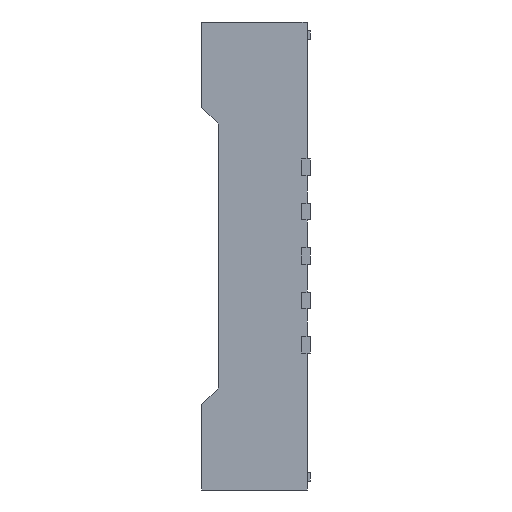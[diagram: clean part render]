
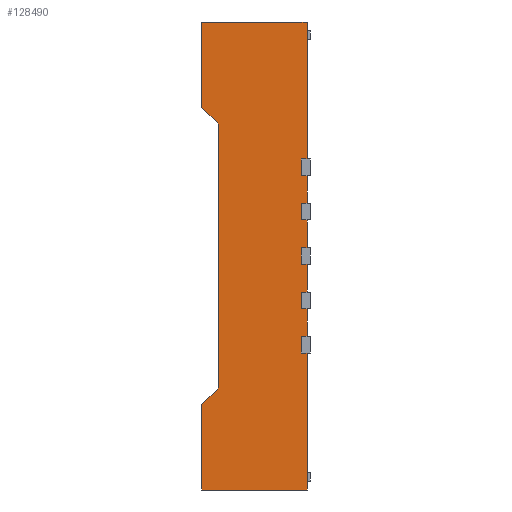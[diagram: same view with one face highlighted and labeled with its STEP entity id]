
A CAD part, left-side view. The second image highlights one B-rep face of the part: STEP entity #128490.
In plain terms, the highlighted planar face has unit normal (-1, 0, 0).
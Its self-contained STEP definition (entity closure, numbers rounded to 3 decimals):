
#2920=CARTESIAN_POINT('',(16.299,-0.915,8.1));
#2930=DIRECTION('',(0.,0.707,-0.707));
#2940=VECTOR('',#2930,1.);
#2950=LINE('',#2920,#2940);
#2960=CARTESIAN_POINT('',(16.299,-0.525,7.71));
#2970=VERTEX_POINT('',#2960);
#2980=CARTESIAN_POINT('',(16.299,-0.375,7.56));
#2990=VERTEX_POINT('',#2980);
#3000=EDGE_CURVE('',#2970,#2990,#2950,.T.);
#5950=CARTESIAN_POINT('',(16.299,-0.375,6.79));
#5960=VERTEX_POINT('',#5950);
#5990=CARTESIAN_POINT('',(16.299,-0.722,6.79));
#6000=DIRECTION('',(0.,1.,0.));
#6010=VECTOR('',#6000,1.);
#6020=LINE('',#5990,#6010);
#6030=CARTESIAN_POINT('',(16.299,-1.325,6.79));
#6040=VERTEX_POINT('',#6030);
#6050=EDGE_CURVE('',#6040,#5960,#6020,.T.);
#40920=CARTESIAN_POINT('',(16.299,-0.525,10.09));
#40930=VERTEX_POINT('',#40920);
#40960=CARTESIAN_POINT('',(16.299,-0.525,9.7));
#40970=DIRECTION('',(0.,0.,1.));
#40980=VECTOR('',#40970,1.);
#40990=LINE('',#40960,#40980);
#41000=EDGE_CURVE('',#2970,#40930,#40990,.T.);
#52760=CARTESIAN_POINT('',(16.299,-1.325,8.425));
#52770=VERTEX_POINT('',#52760);
#52800=CARTESIAN_POINT('',(16.299,-0.722,8.425));
#52810=DIRECTION('',(0.,1.,0.));
#52820=VECTOR('',#52810,1.);
#52830=LINE('',#52800,#52820);
#52840=CARTESIAN_POINT('',(16.299,-1.275,8.425));
#52850=VERTEX_POINT('',#52840);
#52860=EDGE_CURVE('',#52770,#52850,#52830,.T.);
#73490=CARTESIAN_POINT('',(16.299,-1.325,9.933)
);
#73500=DIRECTION('',(0.,0.,-1.));
#73510=VECTOR('',#73500,1.);
#73520=LINE('',#73490,#73510);
#73530=CARTESIAN_POINT('',(16.299,-1.325,8.025));
#73540=VERTEX_POINT('',#73530);
#73550=EDGE_CURVE('',#73540,#6040,#73520,.T.);
#73680=CARTESIAN_POINT('',(16.299,-1.325,8.175));
#73690=VERTEX_POINT('',#73680);
#73720=EDGE_CURVE('',#52770,#73690,#73520,.T.);
#73800=CARTESIAN_POINT('',(16.299,-1.325,8.575));
#73810=VERTEX_POINT('',#73800);
#73840=CARTESIAN_POINT('',(16.299,-1.325,8.1));
#73850=DIRECTION('',(0.,0.,-1.));
#73860=VECTOR('',#73850,1.);
#73870=LINE('',#73840,#73860);
#73880=CARTESIAN_POINT('',(16.299,-1.325,8.825));
#73890=VERTEX_POINT('',#73880);
#73900=EDGE_CURVE('',#73890,#73810,#73870,.T.);
#74120=CARTESIAN_POINT('',(16.299,-1.325,8.975));
#74130=VERTEX_POINT('',#74120);
#74160=CARTESIAN_POINT('',(16.299,-1.325,8.1));
#74170=DIRECTION('',(0.,0.,-1.));
#74180=VECTOR('',#74170,1.);
#74190=LINE('',#74160,#74180);
#74200=CARTESIAN_POINT('',(16.299,-1.325,9.225));
#74210=VERTEX_POINT('',#74200);
#74220=EDGE_CURVE('',#74210,#74130,#74190,.T.);
#74440=CARTESIAN_POINT('',(16.299,-1.325,9.375));
#74450=VERTEX_POINT('',#74440);
#74480=CARTESIAN_POINT('',(16.299,-1.325,9.625));
#74490=VERTEX_POINT('',#74480);
#74500=EDGE_CURVE('',#74490,#74450,#73520,.T.);
#74630=CARTESIAN_POINT('',(16.299,-1.325,9.775));
#74640=VERTEX_POINT('',#74630);
#74670=CARTESIAN_POINT('',(16.299,-1.325,11.01));
#74680=VERTEX_POINT('',#74670);
#74690=EDGE_CURVE('',#74680,#74640,#73520,.T.);
#94200=CARTESIAN_POINT('',(16.299,-0.722,11.01));
#94210=DIRECTION('',(0.,1.,0.));
#94220=VECTOR('',#94210,1.);
#94230=LINE('',#94200,#94220);
#94240=CARTESIAN_POINT('',(16.299,-0.375,11.01));
#94250=VERTEX_POINT('',#94240);
#94260=EDGE_CURVE('',#74680,#94250,#94230,.T.);
#94550=CARTESIAN_POINT('',(16.299,-0.375,9.7));
#94560=DIRECTION('',(0.,0.,-1.));
#94570=VECTOR('',#94560,1.);
#94580=LINE('',#94550,#94570);
#94590=CARTESIAN_POINT('',(16.299,-0.375,10.24));
#94600=VERTEX_POINT('',#94590);
#94610=EDGE_CURVE('',#94250,#94600,#94580,.T.);
#103500=CARTESIAN_POINT('',(16.299,-0.915,9.7));
#103510=DIRECTION('',(0.,0.707,
0.707));
#103520=VECTOR('',#103510,1.);
#103530=LINE('',#103500,#103520);
#103540=EDGE_CURVE('',#40930,#94600,#103530,.T.);
#103900=CARTESIAN_POINT('',(16.299,-0.722,9.225));
#103910=DIRECTION('',(0.,1.,0.));
#103920=VECTOR('',#103910,1.);
#103930=LINE('',#103900,#103920);
#103940=CARTESIAN_POINT('',(16.299,-1.275,9.225));
#103950=VERTEX_POINT('',#103940);
#103960=EDGE_CURVE('',#74210,#103950,#103930,.T.);
#106580=CARTESIAN_POINT('',(16.299,-0.722,9.625));
#106590=DIRECTION('',(0.,1.,0.));
#106600=VECTOR('',#106590,1.);
#106610=LINE('',#106580,#106600);
#106620=CARTESIAN_POINT('',(16.299,-1.275,9.625));
#106630=VERTEX_POINT('',#106620);
#106640=EDGE_CURVE('',#74490,#106630,#106610,.T.);
#116200=CARTESIAN_POINT('',(16.299,-0.375,8.1));
#116210=DIRECTION('',(0.,0.,1.));
#116220=VECTOR('',#116210,1.);
#116230=LINE('',#116200,#116220);
#116240=EDGE_CURVE('',#5960,#2990,#116230,.T.);
#123600=CARTESIAN_POINT('',(16.299,-0.722,8.025));
#123610=DIRECTION('',(0.,1.,0.));
#123620=VECTOR('',#123610,1.);
#123630=LINE('',#123600,#123620);
#123640=CARTESIAN_POINT('',(16.299,-1.275,8.025));
#123650=VERTEX_POINT('',#123640);
#123660=EDGE_CURVE('',#73540,#123650,#123630,.T.);
#126390=CARTESIAN_POINT('',(16.299,-1.275,8.175));
#126400=VERTEX_POINT('',#126390);
#126430=CARTESIAN_POINT('',(16.299,-0.722,8.175));
#126440=DIRECTION('',(0.,1.,0.));
#126450=VECTOR('',#126440,1.);
#126460=LINE('',#126430,#126450);
#126470=EDGE_CURVE('',#73690,#126400,#126460,.T.);
#127540=CARTESIAN_POINT('',(16.299,-0.585,8.1));
#127550=DIRECTION('',(-1.,0.,0.));
#127560=DIRECTION('',(0.,-1.,0.));
#127570=AXIS2_PLACEMENT_3D('',#127540,#127550,#127560);
#127580=PLANE('',#127570);
#127590=ORIENTED_EDGE('',*,*,#6050,.F.);
#127600=ORIENTED_EDGE('',*,*,#116240,.F.);
#127610=ORIENTED_EDGE('',*,*,#3000,.T.);
#127620=ORIENTED_EDGE('',*,*,#41000,.F.);
#127630=ORIENTED_EDGE('',*,*,#103540,.F.);
#127640=ORIENTED_EDGE('',*,*,#94610,.T.);
#127650=ORIENTED_EDGE('',*,*,#94260,.T.);
#127660=ORIENTED_EDGE('',*,*,#74690,.F.);
#127670=CARTESIAN_POINT('',(16.299,-0.722,9.775));
#127680=DIRECTION('',(0.,1.,0.));
#127690=VECTOR('',#127680,1.);
#127700=LINE('',#127670,#127690);
#127710=CARTESIAN_POINT('',(16.299,-1.275,9.775));
#127720=VERTEX_POINT('',#127710);
#127730=EDGE_CURVE('',#74640,#127720,#127700,.T.);
#127740=ORIENTED_EDGE('',*,*,#127730,.F.);
#127750=CARTESIAN_POINT('',(16.299,-1.275,9.7));
#127760=DIRECTION('',(0.,0.,1.));
#127770=VECTOR('',#127760,1.);
#127780=LINE('',#127750,#127770);
#127790=EDGE_CURVE('',#106630,#127720,#127780,.T.);
#127800=ORIENTED_EDGE('',*,*,#127790,.T.);
#127810=ORIENTED_EDGE('',*,*,#106640,.T.);
#127820=ORIENTED_EDGE('',*,*,#74500,.F.);
#127830=CARTESIAN_POINT('',(16.299,-0.722,9.375));
#127840=DIRECTION('',(0.,1.,0.));
#127850=VECTOR('',#127840,1.);
#127860=LINE('',#127830,#127850);
#127870=CARTESIAN_POINT('',(16.299,-1.275,9.375));
#127880=VERTEX_POINT('',#127870);
#127890=EDGE_CURVE('',#74450,#127880,#127860,.T.);
#127900=ORIENTED_EDGE('',*,*,#127890,.F.);
#127910=CARTESIAN_POINT('',(16.299,-1.275,9.3));
#127920=DIRECTION('',(0.,0.,1.));
#127930=VECTOR('',#127920,1.);
#127940=LINE('',#127910,#127930);
#127950=EDGE_CURVE('',#103950,#127880,#127940,.T.);
#127960=ORIENTED_EDGE('',*,*,#127950,.T.);
#127970=ORIENTED_EDGE('',*,*,#103960,.T.);
#127980=ORIENTED_EDGE('',*,*,#74220,.F.);
#127990=CARTESIAN_POINT('',(16.299,-0.722,8.975));
#128000=DIRECTION('',(0.,1.,0.));
#128010=VECTOR('',#128000,1.);
#128020=LINE('',#127990,#128010);
#128030=CARTESIAN_POINT('',(16.299,-1.275,8.975));
#128040=VERTEX_POINT('',#128030);
#128050=EDGE_CURVE('',#74130,#128040,#128020,.T.);
#128060=ORIENTED_EDGE('',*,*,#128050,.F.);
#128070=CARTESIAN_POINT('',(16.299,-1.275,8.9));
#128080=DIRECTION('',(0.,0.,1.));
#128090=VECTOR('',#128080,1.);
#128100=LINE('',#128070,#128090);
#128110=CARTESIAN_POINT('',(16.299,-1.275,8.825));
#128120=VERTEX_POINT('',#128110);
#128130=EDGE_CURVE('',#128120,#128040,#128100,.T.);
#128140=ORIENTED_EDGE('',*,*,#128130,.T.);
#128150=CARTESIAN_POINT('',(16.299,-0.722,8.825));
#128160=DIRECTION('',(0.,1.,0.));
#128170=VECTOR('',#128160,1.);
#128180=LINE('',#128150,#128170);
#128190=EDGE_CURVE('',#73890,#128120,#128180,.T.);
#128200=ORIENTED_EDGE('',*,*,#128190,.T.);
#128210=ORIENTED_EDGE('',*,*,#73900,.F.);
#128220=CARTESIAN_POINT('',(16.299,-0.722,8.575));
#128230=DIRECTION('',(0.,1.,0.));
#128240=VECTOR('',#128230,1.);
#128250=LINE('',#128220,#128240);
#128260=CARTESIAN_POINT('',(16.299,-1.275,8.575));
#128270=VERTEX_POINT('',#128260);
#128280=EDGE_CURVE('',#73810,#128270,#128250,.T.);
#128290=ORIENTED_EDGE('',*,*,#128280,.F.);
#128300=CARTESIAN_POINT('',(16.299,-1.275,8.5));
#128310=DIRECTION('',(0.,0.,1.));
#128320=VECTOR('',#128310,1.);
#128330=LINE('',#128300,#128320);
#128340=EDGE_CURVE('',#52850,#128270,#128330,.T.);
#128350=ORIENTED_EDGE('',*,*,#128340,.T.);
#128360=ORIENTED_EDGE('',*,*,#52860,.T.);
#128370=ORIENTED_EDGE('',*,*,#73720,.F.);
#128380=ORIENTED_EDGE('',*,*,#126470,.F.);
#128390=CARTESIAN_POINT('',(16.299,-1.275,8.1));
#128400=DIRECTION('',(0.,0.,1.));
#128410=VECTOR('',#128400,1.);
#128420=LINE('',#128390,#128410);
#128430=EDGE_CURVE('',#123650,#126400,#128420,.T.);
#128440=ORIENTED_EDGE('',*,*,#128430,.T.);
#128450=ORIENTED_EDGE('',*,*,#123660,.T.);
#128460=ORIENTED_EDGE('',*,*,#73550,.F.);
#128470=EDGE_LOOP('',(#128460,#128450,#128440,#128380,#128370,#128360,
#128350,#128290,#128210,#128200,#128140,#128060,#127980,#127970,#127960,
#127900,#127820,#127810,#127800,#127740,#127660,#127650,#127640,#127630,
#127620,#127610,#127600,#127590));
#128480=FACE_OUTER_BOUND('',#128470,.T.);
#128490=ADVANCED_FACE('',(#128480),#127580,.T.);
